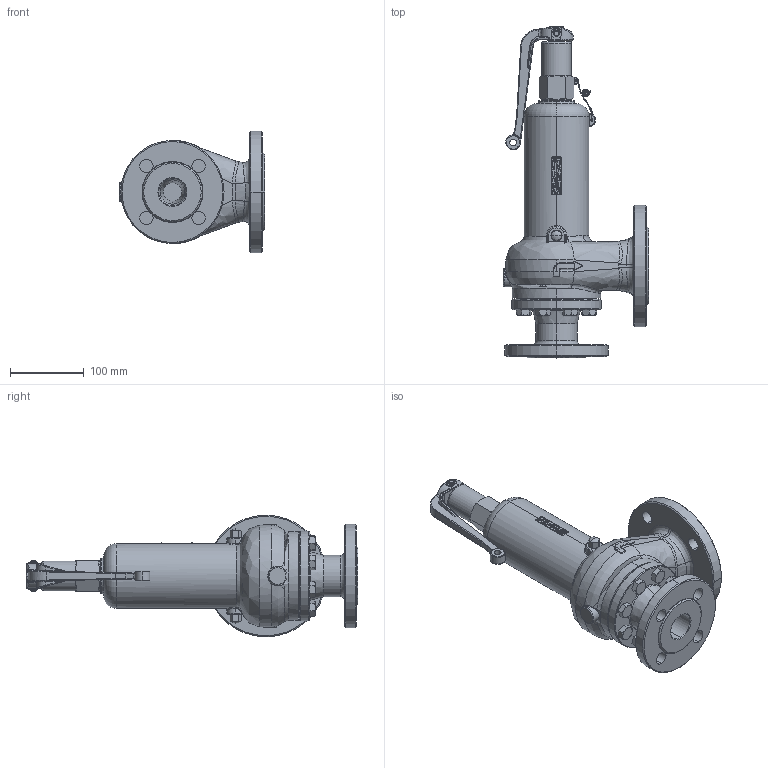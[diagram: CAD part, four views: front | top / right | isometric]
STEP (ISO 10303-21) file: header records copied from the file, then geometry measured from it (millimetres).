
FILE_DESCRIPTION (( 'STEP AP214' ), '1' );
FILE_NAME ('Typ 32 BG III-A_D032I-D050I.STEP', '2014-10-16T10:06:01', ( '' ), ( '' ), 'SwSTEP 2.0', 'SolidWorks 2012', '' );
FILE_SCHEMA (( 'AUTOMOTIVE_DESIGN' ));
Length unit declared in the file: millimetre
Products named in the file (1): Typ 32 BG III-A_D032I-D050I
Bounding box: 197 x 450.5 x 165 mm (x, y, z)
Volume: 1873217.1 mm3; surface area: 442264 mm2
Topology: 32 solids, 32 shells, 2210 faces, 5418 edges, 3365 vertices
Faces by surface type: plane 694, bspline 563, cylinder 506, cone 238, torus 197, sphere 12
Entity records: 121226 total; most frequent: CARTESIAN_POINT 48593, ORIENTED_EDGE 10772, DIRECTION 8666, EDGE_CURVE 5386, VERTEX_POINT 3365, AXIS2_PLACEMENT_3D 3232, EDGE_LOOP 2419, UNCERTAINTY_MEASURE_WITH_UNIT 2244
